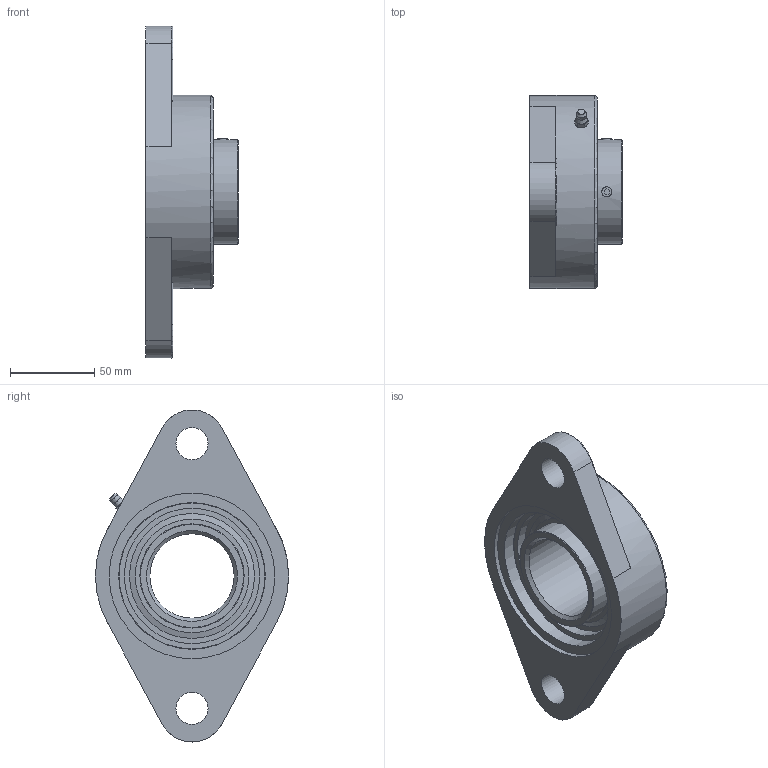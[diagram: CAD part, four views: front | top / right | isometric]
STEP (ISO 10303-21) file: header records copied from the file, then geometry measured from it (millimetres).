
FILE_DESCRIPTION(/* description */ ('STEP AP203'),/* implementation_level */ '2;1');
FILE_NAME(/* name */ 'MOVET+Flange bearing 2-hole+SFL+SFL210+50+0 (hochMUC)',/* time_stamp */ '2023-08-11T10:02:00+02:00',/* author */ ('License CC BY-ND 4.0'),/* organization */ ('CADENAS'),/* preprocessor_version */ 'ST-DEVELOPER v19.3',/* originating_system */ 'PARTsolutions',/* authorisation */ ' ');
FILE_SCHEMA (('CONFIG_CONTROL_DESIGN'));
Length unit declared in the file: millimetre
Products named in the file (3): MOVET+Flange bearing 2-hole+SFL+SFL210+50+0 (hochMUC); MOVET+Bearing insert+MUC+50_(hoch); MOVET+Flange bearing+NFL+SFL210+W+50 (hoch)_g
Assembly tree (2 placements, depth 2):
  MOVET+Flange bearing 2-hole+SFL+SFL210+50+0 (hochMUC)
    MOVET+Bearing insert+MUC+50_(hoch)
    MOVET+Flange bearing+NFL+SFL210+W+50 (hoch)_g
Bounding box: 54.6 x 114.6 x 196.92 mm (x, y, z)
Volume: 325546.8 mm3; surface area: 78845.5 mm2
Topology: 2 solids, 2 shells, 96 faces, 207 edges, 128 vertices
Faces by surface type: plane 46, cylinder 21, cone 17, torus 10, sphere 2
Full cylindrical faces by diameter (mm): 6 x3, 19 x2, 50 x1, 61.8 x2, 80.34 x2, 87 x2, 95 x1, 98.3 x1, 114.6 x1
Entity records: 2949 total; most frequent: CARTESIAN_POINT 517, DIRECTION 418, ORIENTED_EDGE 348, AXIS2_PLACEMENT_3D 176, EDGE_CURVE 174, EDGE_LOOP 148, FACE_BOUND 148, VERTEX_POINT 126
